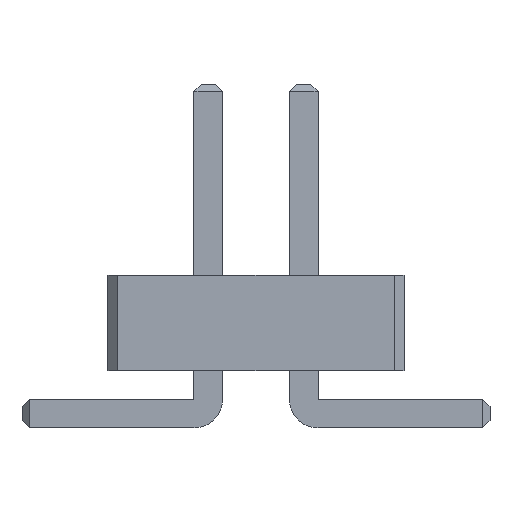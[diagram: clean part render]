
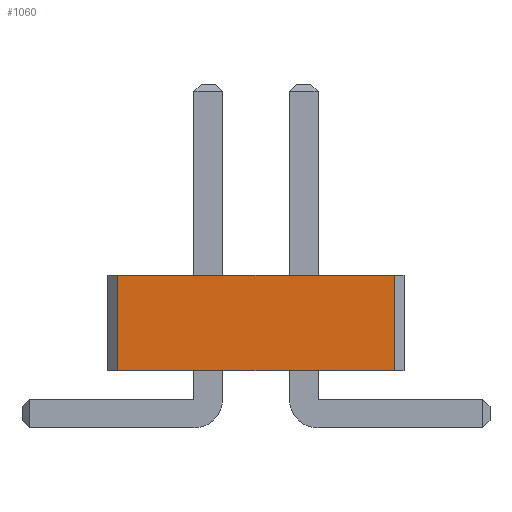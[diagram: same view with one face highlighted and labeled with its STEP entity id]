
A CAD part, front view. The second image highlights one B-rep face of the part: STEP entity #1060.
In plain terms, the highlighted planar face has unit normal (0, -1, 0).
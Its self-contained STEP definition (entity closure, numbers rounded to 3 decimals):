
#13=DIRECTION('',(0.,0.,1.));
#27=VECTOR('',#13,1.);
#67=DIRECTION('',(1.,0.,0.));
#1047=VERTEX_POINT('',#1048);
#1048=CARTESIAN_POINT('',(-1.45,-9.,1.6));
#1051=EDGE_CURVE('',#1052,#1047,#1054,.T.);
#1052=VERTEX_POINT('',#1053);
#1053=CARTESIAN_POINT('',(-1.45,-9.,0.6));
#1054=LINE('',#1053,#27);
#1060=ADVANCED_FACE('',(#1061),#1078,.F.);
#1061=FACE_BOUND('',#1062,.F.);
#1062=EDGE_LOOP('',(#1063,#1064,#1070,#1075));
#1063=ORIENTED_EDGE('',*,*,#1051,.T.);
#1064=ORIENTED_EDGE('',*,*,#1065,.T.);
#1065=EDGE_CURVE('',#1047,#1066,#1068,.T.);
#1066=VERTEX_POINT('',#1067);
#1067=CARTESIAN_POINT('',(1.45,-9.,1.6));
#1068=LINE('',#1048,#1069);
#1069=VECTOR('',#67,1.);
#1070=ORIENTED_EDGE('',*,*,#1071,.F.);
#1071=EDGE_CURVE('',#1072,#1066,#1074,.T.);
#1072=VERTEX_POINT('',#1073);
#1073=CARTESIAN_POINT('',(1.45,-9.,0.6));
#1074=LINE('',#1073,#27);
#1075=ORIENTED_EDGE('',*,*,#1076,.F.);
#1076=EDGE_CURVE('',#1052,#1072,#1077,.T.);
#1077=LINE('',#1053,#1069);
#1078=PLANE('',#1079);
#1079=AXIS2_PLACEMENT_3D('',#1053,#1080,#67);
#1080=DIRECTION('',(0.,1.,0.));
